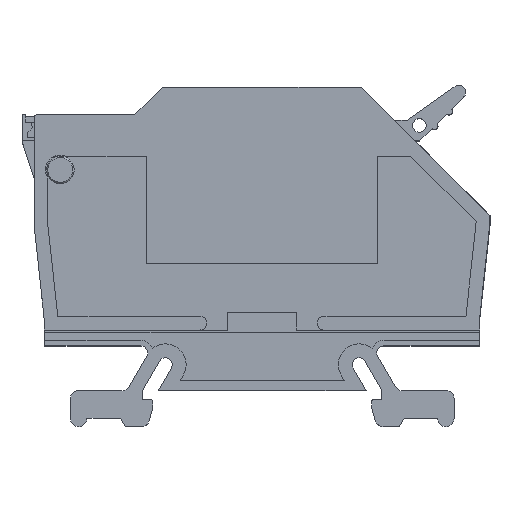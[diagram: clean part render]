
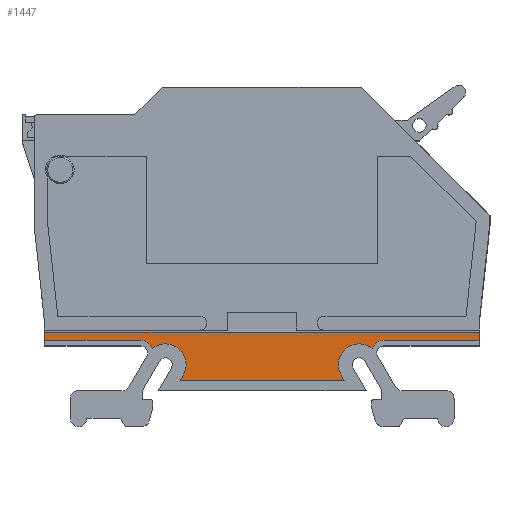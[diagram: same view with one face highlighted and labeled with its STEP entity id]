
A CAD part, top view. The second image highlights one B-rep face of the part: STEP entity #1447.
In plain terms, the highlighted planar face has unit normal (0, 0, 1).
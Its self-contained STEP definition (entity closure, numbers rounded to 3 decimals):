
#158 = AXIS2_PLACEMENT_3D ( 'NONE', #490, #485, #463 ) ;
#309 = CARTESIAN_POINT ( 'NONE',  ( -14.036, 1.495, 5.5 ) ) ;
#326 = EDGE_CURVE ( 'NONE', #15496, #9775, #8474, .T. ) ;
#394 = EDGE_CURVE ( 'NONE', #12869, #8665, #14137, .T. ) ;
#463 = DIRECTION ( 'NONE',  ( 1., 0., 0. ) ) ;
#485 = DIRECTION ( 'NONE',  ( 0., 0., 1. ) ) ;
#490 = CARTESIAN_POINT ( 'NONE',  ( -14.036, 3.791, 5.5 ) ) ;
#555 = AXIS2_PLACEMENT_3D ( 'NONE', #4322, #14785, #5834 ) ;
#729 = PLANE ( 'NONE',  #158 ) ;
#856 = CARTESIAN_POINT ( 'NONE',  ( -31.5, 7.305, 5.5 ) ) ;
#1128 = VECTOR ( 'NONE', #8562, 1000. ) ;
#1237 = AXIS2_PLACEMENT_3D ( 'NONE', #12159, #3235, #13667 ) ;
#1406 = CIRCLE ( 'NONE', #7307, 3.01 ) ;
#1447 = ADVANCED_FACE ( 'NONE', ( #1897 ), #729, .T. ) ;
#1493 = VERTEX_POINT ( 'NONE', #4255 ) ;
#1607 = CARTESIAN_POINT ( 'NONE',  ( -14.036, 3.791, 5.5 ) ) ;
#1654 = CARTESIAN_POINT ( 'NONE',  ( 31.5, 7.305, 5.5 ) ) ;
#1688 = EDGE_CURVE ( 'NONE', #2535, #9570, #6148, .T. ) ;
#1794 = DIRECTION ( 'NONE',  ( 1., 0., 0. ) ) ;
#1889 = ORIENTED_EDGE ( 'NONE', *, *, #326, .T. ) ;
#1897 = FACE_OUTER_BOUND ( 'NONE', #17308, .T. ) ;
#1959 = ORIENTED_EDGE ( 'NONE', *, *, #8662, .T. ) ;
#2535 = VERTEX_POINT ( 'NONE', #17902 ) ;
#2567 = ORIENTED_EDGE ( 'NONE', *, *, #394, .F. ) ;
#2633 = CARTESIAN_POINT ( 'NONE',  ( 15.966, 6.101, 5.5 ) ) ;
#2870 = ORIENTED_EDGE ( 'NONE', *, *, #11853, .T. ) ;
#3090 = DIRECTION ( 'NONE',  ( 1., 0., 0. ) ) ;
#3235 = DIRECTION ( 'NONE',  ( 0., 0., -1. ) ) ;
#3300 = ORIENTED_EDGE ( 'NONE', *, *, #4038, .T. ) ;
#3459 = AXIS2_PLACEMENT_3D ( 'NONE', #1607, #12002, #3090 ) ;
#3534 = EDGE_CURVE ( 'NONE', #12869, #15496, #14448, .T. ) ;
#3698 = CARTESIAN_POINT ( 'NONE',  ( -31.5, 8.5, 5.5 ) ) ;
#3915 = CIRCLE ( 'NONE', #3459, 3.01 ) ;
#4038 = EDGE_CURVE ( 'NONE', #13532, #13860, #1406, .T. ) ;
#4226 = CARTESIAN_POINT ( 'NONE',  ( -11.886, 1.495, 5.5 ) ) ;
#4255 = CARTESIAN_POINT ( 'NONE',  ( -17.668, 7.305, 5.5 ) ) ;
#4322 = CARTESIAN_POINT ( 'NONE',  ( -17.668, 5.5, 5.5 ) ) ;
#4380 = CARTESIAN_POINT ( 'NONE',  ( 11.886, 1.495, 5.5 ) ) ;
#4764 = CARTESIAN_POINT ( 'NONE',  ( 11.886, 1.495, 5.5 ) ) ;
#4820 = VECTOR ( 'NONE', #16161, 1000. ) ;
#4825 = DIRECTION ( 'NONE',  ( 0.5, -0.866, 0. ) ) ;
#5186 = CIRCLE ( 'NONE', #555, 1.805 ) ;
#5296 = LINE ( 'NONE', #4226, #4820 ) ;
#5834 = DIRECTION ( 'NONE',  ( 1., 0., 0. ) ) ;
#5921 = DIRECTION ( 'NONE',  ( 1., 0., 0. ) ) ;
#5941 = DIRECTION ( 'NONE',  ( 0., 0., -1. ) ) ;
#5960 = CARTESIAN_POINT ( 'NONE',  ( 14.036, 3.791, 5.5 ) ) ;
#6148 = CIRCLE ( 'NONE', #11716, 3.01 ) ;
#6692 = CARTESIAN_POINT ( 'NONE',  ( 17.668, 7.305, 5.5 ) ) ;
#6901 = CARTESIAN_POINT ( 'NONE',  ( -31.5, 3.791, 5.5 ) ) ;
#6924 = DIRECTION ( 'NONE',  ( 0., -1., 0. ) ) ;
#6941 = ORIENTED_EDGE ( 'NONE', *, *, #18711, .T. ) ;
#7307 = AXIS2_PLACEMENT_3D ( 'NONE', #5960, #5941, #5921 ) ;
#7957 = ORIENTED_EDGE ( 'NONE', *, *, #16852, .F. ) ;
#8474 = LINE ( 'NONE', #12040, #16413 ) ;
#8562 = DIRECTION ( 'NONE',  ( 1., 0., 0. ) ) ;
#8662 = EDGE_CURVE ( 'NONE', #9775, #15028, #10740, .T. ) ;
#8665 = VERTEX_POINT ( 'NONE', #6692 ) ;
#9485 = LINE ( 'NONE', #13010, #1128 ) ;
#9510 = VECTOR ( 'NONE', #1794, 1000. ) ;
#9570 = VERTEX_POINT ( 'NONE', #11796 ) ;
#9759 = ORIENTED_EDGE ( 'NONE', *, *, #16825, .T. ) ;
#9775 = VERTEX_POINT ( 'NONE', #3698 ) ;
#9976 = LINE ( 'NONE', #309, #9510 ) ;
#10595 = DIRECTION ( 'NONE',  ( -1., 0., 0. ) ) ;
#10596 = ORIENTED_EDGE ( 'NONE', *, *, #13271, .T. ) ;
#10642 = CARTESIAN_POINT ( 'NONE',  ( 17.668, 7.305, 5.5 ) ) ;
#10740 = LINE ( 'NONE', #6901, #18144 ) ;
#11333 = VERTEX_POINT ( 'NONE', #12314 ) ;
#11601 = LINE ( 'NONE', #4764, #15609 ) ;
#11703 = CARTESIAN_POINT ( 'NONE',  ( 31.5, 3.791, 5.5 ) ) ;
#11716 = AXIS2_PLACEMENT_3D ( 'NONE', #15987, #15912, #15889 ) ;
#11721 = DIRECTION ( 'NONE',  ( 0., 1., 0. ) ) ;
#11782 = DIRECTION ( 'NONE',  ( -1., 0., 0. ) ) ;
#11796 = CARTESIAN_POINT ( 'NONE',  ( -11.026, 3.791, 5.5 ) ) ;
#11853 = EDGE_CURVE ( 'NONE', #13860, #8665, #14164, .T. ) ;
#12002 = DIRECTION ( 'NONE',  ( 0., 0., -1. ) ) ;
#12040 = CARTESIAN_POINT ( 'NONE',  ( -31.5, 8.5, 5.5 ) ) ;
#12137 = CARTESIAN_POINT ( 'NONE',  ( 11.429, 2.286, 5.5 ) ) ;
#12159 = CARTESIAN_POINT ( 'NONE',  ( 17.668, 5.5, 5.5 ) ) ;
#12203 = VERTEX_POINT ( 'NONE', #4380 ) ;
#12314 = CARTESIAN_POINT ( 'NONE',  ( -11.886, 1.495, 5.5 ) ) ;
#12869 = VERTEX_POINT ( 'NONE', #1654 ) ;
#13010 = CARTESIAN_POINT ( 'NONE',  ( -17.668, 7.305, 5.5 ) ) ;
#13271 = EDGE_CURVE ( 'NONE', #15028, #1493, #9485, .T. ) ;
#13532 = VERTEX_POINT ( 'NONE', #12137 ) ;
#13667 = DIRECTION ( 'NONE',  ( 1., 0., 0. ) ) ;
#13860 = VERTEX_POINT ( 'NONE', #2633 ) ;
#13925 = ORIENTED_EDGE ( 'NONE', *, *, #1688, .T. ) ;
#14137 = LINE ( 'NONE', #10642, #14612 ) ;
#14164 = CIRCLE ( 'NONE', #1237, 1.805 ) ;
#14448 = LINE ( 'NONE', #11703, #17433 ) ;
#14612 = VECTOR ( 'NONE', #10595, 1000. ) ;
#14630 = ORIENTED_EDGE ( 'NONE', *, *, #16760, .T. ) ;
#14785 = DIRECTION ( 'NONE',  ( 0., 0., -1. ) ) ;
#15028 = VERTEX_POINT ( 'NONE', #856 ) ;
#15496 = VERTEX_POINT ( 'NONE', #17240 ) ;
#15609 = VECTOR ( 'NONE', #4825, 1000. ) ;
#15889 = DIRECTION ( 'NONE',  ( 1., 0., 0. ) ) ;
#15912 = DIRECTION ( 'NONE',  ( 0., 0., -1. ) ) ;
#15987 = CARTESIAN_POINT ( 'NONE',  ( -14.036, 3.791, 5.5 ) ) ;
#16161 = DIRECTION ( 'NONE',  ( -0.5, -0.866, 0. ) ) ;
#16413 = VECTOR ( 'NONE', #11782, 1000. ) ;
#16743 = VERTEX_POINT ( 'NONE', #17807 ) ;
#16760 = EDGE_CURVE ( 'NONE', #9570, #16743, #3915, .T. ) ;
#16825 = EDGE_CURVE ( 'NONE', #11333, #12203, #9976, .T. ) ;
#16852 = EDGE_CURVE ( 'NONE', #13532, #12203, #11601, .T. ) ;
#17216 = EDGE_CURVE ( 'NONE', #16743, #11333, #5296, .T. ) ;
#17240 = CARTESIAN_POINT ( 'NONE',  ( 31.5, 8.5, 5.5 ) ) ;
#17308 = EDGE_LOOP ( 'NONE', ( #2567, #18167, #1889, #1959, #10596, #6941, #13925, #14630, #17691, #9759, #7957, #3300, #2870 ) ) ;
#17433 = VECTOR ( 'NONE', #11721, 1000. ) ;
#17691 = ORIENTED_EDGE ( 'NONE', *, *, #17216, .T. ) ;
#17807 = CARTESIAN_POINT ( 'NONE',  ( -11.429, 2.286, 5.5 ) ) ;
#17902 = CARTESIAN_POINT ( 'NONE',  ( -15.966, 6.101, 5.5 ) ) ;
#18144 = VECTOR ( 'NONE', #6924, 1000. ) ;
#18167 = ORIENTED_EDGE ( 'NONE', *, *, #3534, .T. ) ;
#18711 = EDGE_CURVE ( 'NONE', #1493, #2535, #5186, .T. ) ;
